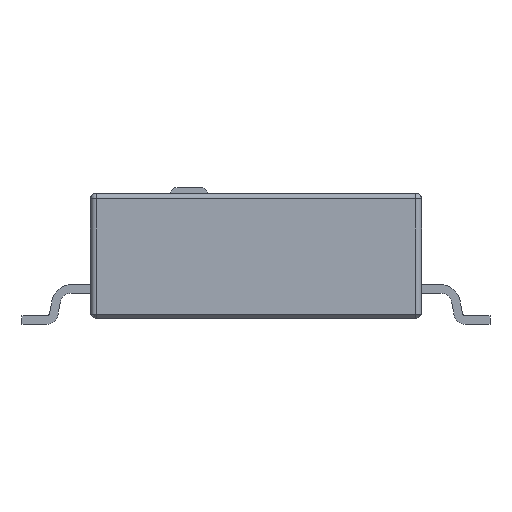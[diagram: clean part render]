
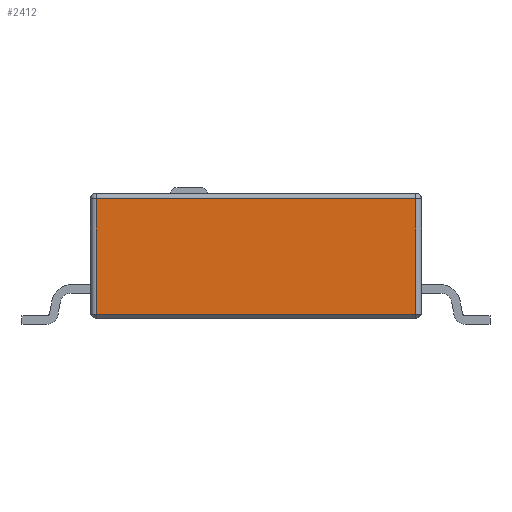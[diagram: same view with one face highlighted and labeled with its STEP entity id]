
A CAD part, left-side view. The second image highlights one B-rep face of the part: STEP entity #2412.
In plain terms, the highlighted planar face has unit normal (-1, 0, 0).
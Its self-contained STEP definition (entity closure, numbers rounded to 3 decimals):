
#459 = CYLINDRICAL_SURFACE('',#460,0.1);
#460 = AXIS2_PLACEMENT_3D('',#461,#462,#463);
#461 = CARTESIAN_POINT('',(-5.55,2.8,
    0.1));
#462 = DIRECTION('',(-0.,-0.,-1.));
#463 = DIRECTION('',(-1.,0.,0.));
#1961 = VERTEX_POINT('',#1962);
#1962 = CARTESIAN_POINT('',(-5.65,2.8,0.18)
  );
#1998 = PLANE('',#1999);
#1999 = AXIS2_PLACEMENT_3D('',#2000,#2001,#2002);
#2000 = CARTESIAN_POINT('',(-5.61,0.,0.14));
#2001 = DIRECTION('',(-0.707,0.,-0.707));
#2002 = DIRECTION('',(-0.707,0.,0.707));
#2081 = EDGE_CURVE('',#1961,#2082,#2084,.T.);
#2082 = VERTEX_POINT('',#2083);
#2083 = CARTESIAN_POINT('',(-5.65,2.8,
    2.2));
#2084 = SURFACE_CURVE('',#2085,(#2089,#2118),.PCURVE_S1.);
#2085 = LINE('',#2086,#2087);
#2086 = CARTESIAN_POINT('',(-5.65,2.8,
    0.1));
#2087 = VECTOR('',#2088,1.);
#2088 = DIRECTION('',(0.,0.,1.));
#2089 = PCURVE('',#459,#2090);
#2090 = DEFINITIONAL_REPRESENTATION('',(#2091),#2117);
#2091 = B_SPLINE_CURVE_WITH_KNOTS('',3,(#2092,#2093,#2094,#2095,#2096,
    #2097,#2098,#2099,#2100,#2101,#2102,#2103,#2104,#2105,#2106,#2107,
    #2108,#2109,#2110,#2111,#2112,#2113,#2114,#2115,#2116),
  .UNSPECIFIED.,.F.,.F.,(4,1,1,1,1,1,1,1,1,1,1,1,1,1,1,1,1,1,1,1,1,1,4),
  (0.08,0.172,0.264,0.355,
    0.447,0.539,0.631,0.723,
    0.815,0.906,0.998,1.09,
    1.182,1.274,1.365,1.457,
    1.549,1.641,1.733,1.825,
    1.916,2.008,2.1),.UNSPECIFIED.);
#2092 = CARTESIAN_POINT('',(0.,-0.08));
#2093 = CARTESIAN_POINT('',(0.,-0.111));
#2094 = CARTESIAN_POINT('',(0.,-0.172));
#2095 = CARTESIAN_POINT('',(0.,-0.264));
#2096 = CARTESIAN_POINT('',(0.,-0.355));
#2097 = CARTESIAN_POINT('',(0.,-0.447));
#2098 = CARTESIAN_POINT('',(0.,-0.539));
#2099 = CARTESIAN_POINT('',(0.,-0.631));
#2100 = CARTESIAN_POINT('',(0.,-0.723));
#2101 = CARTESIAN_POINT('',(0.,-0.815));
#2102 = CARTESIAN_POINT('',(0.,-0.906));
#2103 = CARTESIAN_POINT('',(0.,-0.998));
#2104 = CARTESIAN_POINT('',(0.,-1.09));
#2105 = CARTESIAN_POINT('',(0.,-1.182));
#2106 = CARTESIAN_POINT('',(0.,-1.274));
#2107 = CARTESIAN_POINT('',(0.,-1.365));
#2108 = CARTESIAN_POINT('',(0.,-1.457));
#2109 = CARTESIAN_POINT('',(0.,-1.549));
#2110 = CARTESIAN_POINT('',(0.,-1.641));
#2111 = CARTESIAN_POINT('',(0.,-1.733));
#2112 = CARTESIAN_POINT('',(0.,-1.825));
#2113 = CARTESIAN_POINT('',(0.,-1.916));
#2114 = CARTESIAN_POINT('',(0.,-2.008));
#2115 = CARTESIAN_POINT('',(0.,-2.069));
#2116 = CARTESIAN_POINT('',(0.,-2.1));
#2117 = ( GEOMETRIC_REPRESENTATION_CONTEXT(2) 
PARAMETRIC_REPRESENTATION_CONTEXT() REPRESENTATION_CONTEXT('2D SPACE',''
  ) );
#2118 = PCURVE('',#2119,#2124);
#2119 = PLANE('',#2120);
#2120 = AXIS2_PLACEMENT_3D('',#2121,#2122,#2123);
#2121 = CARTESIAN_POINT('',(-5.65,0.,0.1));
#2122 = DIRECTION('',(-1.,0.,0.));
#2123 = DIRECTION('',(0.,0.,1.));
#2124 = DEFINITIONAL_REPRESENTATION('',(#2125),#2129);
#2125 = LINE('',#2126,#2127);
#2126 = CARTESIAN_POINT('',(0.,2.8));
#2127 = VECTOR('',#2128,1.);
#2128 = DIRECTION('',(1.,0.));
#2129 = ( GEOMETRIC_REPRESENTATION_CONTEXT(2) 
PARAMETRIC_REPRESENTATION_CONTEXT() REPRESENTATION_CONTEXT('2D SPACE',''
  ) );
#2244 = CYLINDRICAL_SURFACE('',#2245,0.1);
#2245 = AXIS2_PLACEMENT_3D('',#2246,#2247,#2248);
#2246 = CARTESIAN_POINT('',(-5.55,0.,2.2));
#2247 = DIRECTION('',(0.,-1.,0.));
#2248 = DIRECTION('',(0.,0.,-1.));
#2412 = ADVANCED_FACE('',(#2413),#2119,.T.);
#2413 = FACE_BOUND('',#2414,.T.);
#2414 = EDGE_LOOP('',(#2415,#2460,#2461,#2484));
#2415 = ORIENTED_EDGE('',*,*,#2416,.F.);
#2416 = EDGE_CURVE('',#2082,#2417,#2419,.T.);
#2417 = VERTEX_POINT('',#2418);
#2418 = CARTESIAN_POINT('',(-5.65,-2.8,
    2.2));
#2419 = SURFACE_CURVE('',#2420,(#2424,#2431),.PCURVE_S1.);
#2420 = LINE('',#2421,#2422);
#2421 = CARTESIAN_POINT('',(-5.65,0.,2.2));
#2422 = VECTOR('',#2423,1.);
#2423 = DIRECTION('',(0.,-1.,0.));
#2424 = PCURVE('',#2119,#2425);
#2425 = DEFINITIONAL_REPRESENTATION('',(#2426),#2430);
#2426 = LINE('',#2427,#2428);
#2427 = CARTESIAN_POINT('',(2.1,0.));
#2428 = VECTOR('',#2429,1.);
#2429 = DIRECTION('',(0.,-1.));
#2430 = ( GEOMETRIC_REPRESENTATION_CONTEXT(2) 
PARAMETRIC_REPRESENTATION_CONTEXT() REPRESENTATION_CONTEXT('2D SPACE',''
  ) );
#2431 = PCURVE('',#2244,#2432);
#2432 = DEFINITIONAL_REPRESENTATION('',(#2433),#2459);
#2433 = B_SPLINE_CURVE_WITH_KNOTS('',3,(#2434,#2435,#2436,#2437,#2438,
    #2439,#2440,#2441,#2442,#2443,#2444,#2445,#2446,#2447,#2448,#2449,
    #2450,#2451,#2452,#2453,#2454,#2455,#2456,#2457,#2458),
  .UNSPECIFIED.,.F.,.F.,(4,1,1,1,1,1,1,1,1,1,1,1,1,1,1,1,1,1,1,1,1,1,4),
  (-2.8,-2.545,-2.291,-2.036,
    -1.782,-1.527,-1.273,-1.018,
    -0.764,-0.509,-0.255,0.,
    0.255,0.509,0.764,1.018,
    1.273,1.527,1.782,2.036,
    2.291,2.545,2.8),.UNSPECIFIED.);
#2434 = CARTESIAN_POINT('',(4.712,-2.8));
#2435 = CARTESIAN_POINT('',(4.712,-2.715));
#2436 = CARTESIAN_POINT('',(4.712,-2.545));
#2437 = CARTESIAN_POINT('',(4.712,-2.291));
#2438 = CARTESIAN_POINT('',(4.712,-2.036));
#2439 = CARTESIAN_POINT('',(4.712,-1.782));
#2440 = CARTESIAN_POINT('',(4.712,-1.527));
#2441 = CARTESIAN_POINT('',(4.712,-1.273));
#2442 = CARTESIAN_POINT('',(4.712,-1.018));
#2443 = CARTESIAN_POINT('',(4.712,-0.764));
#2444 = CARTESIAN_POINT('',(4.712,-0.509));
#2445 = CARTESIAN_POINT('',(4.712,-0.255));
#2446 = CARTESIAN_POINT('',(4.712,0.));
#2447 = CARTESIAN_POINT('',(4.712,0.255));
#2448 = CARTESIAN_POINT('',(4.712,0.509));
#2449 = CARTESIAN_POINT('',(4.712,0.764));
#2450 = CARTESIAN_POINT('',(4.712,1.018));
#2451 = CARTESIAN_POINT('',(4.712,1.273));
#2452 = CARTESIAN_POINT('',(4.712,1.527));
#2453 = CARTESIAN_POINT('',(4.712,1.782));
#2454 = CARTESIAN_POINT('',(4.712,2.036));
#2455 = CARTESIAN_POINT('',(4.712,2.291));
#2456 = CARTESIAN_POINT('',(4.712,2.545));
#2457 = CARTESIAN_POINT('',(4.712,2.715));
#2458 = CARTESIAN_POINT('',(4.712,2.8));
#2459 = ( GEOMETRIC_REPRESENTATION_CONTEXT(2) 
PARAMETRIC_REPRESENTATION_CONTEXT() REPRESENTATION_CONTEXT('2D SPACE',''
  ) );
#2460 = ORIENTED_EDGE('',*,*,#2081,.F.);
#2461 = ORIENTED_EDGE('',*,*,#2462,.F.);
#2462 = EDGE_CURVE('',#2463,#1961,#2465,.T.);
#2463 = VERTEX_POINT('',#2464);
#2464 = CARTESIAN_POINT('',(-5.65,-2.8,
    0.18));
#2465 = SURFACE_CURVE('',#2466,(#2470,#2477),.PCURVE_S1.);
#2466 = LINE('',#2467,#2468);
#2467 = CARTESIAN_POINT('',(-5.65,0.,0.18));
#2468 = VECTOR('',#2469,1.);
#2469 = DIRECTION('',(0.,1.,0.));
#2470 = PCURVE('',#2119,#2471);
#2471 = DEFINITIONAL_REPRESENTATION('',(#2472),#2476);
#2472 = LINE('',#2473,#2474);
#2473 = CARTESIAN_POINT('',(0.08,0.));
#2474 = VECTOR('',#2475,1.);
#2475 = DIRECTION('',(0.,1.));
#2476 = ( GEOMETRIC_REPRESENTATION_CONTEXT(2) 
PARAMETRIC_REPRESENTATION_CONTEXT() REPRESENTATION_CONTEXT('2D SPACE',''
  ) );
#2477 = PCURVE('',#1998,#2478);
#2478 = DEFINITIONAL_REPRESENTATION('',(#2479),#2483);
#2479 = LINE('',#2480,#2481);
#2480 = CARTESIAN_POINT('',(0.057,0.));
#2481 = VECTOR('',#2482,1.);
#2482 = DIRECTION('',(0.,1.));
#2483 = ( GEOMETRIC_REPRESENTATION_CONTEXT(2) 
PARAMETRIC_REPRESENTATION_CONTEXT() REPRESENTATION_CONTEXT('2D SPACE',''
  ) );
#2484 = ORIENTED_EDGE('',*,*,#2485,.F.);
#2485 = EDGE_CURVE('',#2417,#2463,#2486,.T.);
#2486 = SURFACE_CURVE('',#2487,(#2491,#2498),.PCURVE_S1.);
#2487 = LINE('',#2488,#2489);
#2488 = CARTESIAN_POINT('',(-5.65,-2.8,
    0.1));
#2489 = VECTOR('',#2490,1.);
#2490 = DIRECTION('',(-0.,-0.,-1.));
#2491 = PCURVE('',#2119,#2492);
#2492 = DEFINITIONAL_REPRESENTATION('',(#2493),#2497);
#2493 = LINE('',#2494,#2495);
#2494 = CARTESIAN_POINT('',(0.,-2.8));
#2495 = VECTOR('',#2496,1.);
#2496 = DIRECTION('',(-1.,0.));
#2497 = ( GEOMETRIC_REPRESENTATION_CONTEXT(2) 
PARAMETRIC_REPRESENTATION_CONTEXT() REPRESENTATION_CONTEXT('2D SPACE',''
  ) );
#2498 = PCURVE('',#2499,#2504);
#2499 = CYLINDRICAL_SURFACE('',#2500,0.1);
#2500 = AXIS2_PLACEMENT_3D('',#2501,#2502,#2503);
#2501 = CARTESIAN_POINT('',(-5.55,-2.8,
    0.1));
#2502 = DIRECTION('',(-0.,-0.,-1.));
#2503 = DIRECTION('',(-1.,0.,0.));
#2504 = DEFINITIONAL_REPRESENTATION('',(#2505),#2531);
#2505 = B_SPLINE_CURVE_WITH_KNOTS('',3,(#2506,#2507,#2508,#2509,#2510,
    #2511,#2512,#2513,#2514,#2515,#2516,#2517,#2518,#2519,#2520,#2521,
    #2522,#2523,#2524,#2525,#2526,#2527,#2528,#2529,#2530),
  .UNSPECIFIED.,.F.,.F.,(4,1,1,1,1,1,1,1,1,1,1,1,1,1,1,1,1,1,1,1,1,1,4),
  (-2.1,-2.008,-1.916,-1.825,
    -1.733,-1.641,-1.549,-1.457,
    -1.365,-1.274,-1.182,-1.09,
    -0.998,-0.906,-0.815,-0.723,
    -0.631,-0.539,-0.447,-0.355,
    -0.264,-0.172,-0.08),.UNSPECIFIED.);
#2506 = CARTESIAN_POINT('',(6.283,-2.1));
#2507 = CARTESIAN_POINT('',(6.283,-2.069));
#2508 = CARTESIAN_POINT('',(6.283,-2.008));
#2509 = CARTESIAN_POINT('',(6.283,-1.916));
#2510 = CARTESIAN_POINT('',(6.283,-1.825));
#2511 = CARTESIAN_POINT('',(6.283,-1.733));
#2512 = CARTESIAN_POINT('',(6.283,-1.641));
#2513 = CARTESIAN_POINT('',(6.283,-1.549));
#2514 = CARTESIAN_POINT('',(6.283,-1.457));
#2515 = CARTESIAN_POINT('',(6.283,-1.365));
#2516 = CARTESIAN_POINT('',(6.283,-1.274));
#2517 = CARTESIAN_POINT('',(6.283,-1.182));
#2518 = CARTESIAN_POINT('',(6.283,-1.09));
#2519 = CARTESIAN_POINT('',(6.283,-0.998));
#2520 = CARTESIAN_POINT('',(6.283,-0.906));
#2521 = CARTESIAN_POINT('',(6.283,-0.815));
#2522 = CARTESIAN_POINT('',(6.283,-0.723));
#2523 = CARTESIAN_POINT('',(6.283,-0.631));
#2524 = CARTESIAN_POINT('',(6.283,-0.539));
#2525 = CARTESIAN_POINT('',(6.283,-0.447));
#2526 = CARTESIAN_POINT('',(6.283,-0.355));
#2527 = CARTESIAN_POINT('',(6.283,-0.264));
#2528 = CARTESIAN_POINT('',(6.283,-0.172));
#2529 = CARTESIAN_POINT('',(6.283,-0.111));
#2530 = CARTESIAN_POINT('',(6.283,-0.08));
#2531 = ( GEOMETRIC_REPRESENTATION_CONTEXT(2) 
PARAMETRIC_REPRESENTATION_CONTEXT() REPRESENTATION_CONTEXT('2D SPACE',''
  ) );
